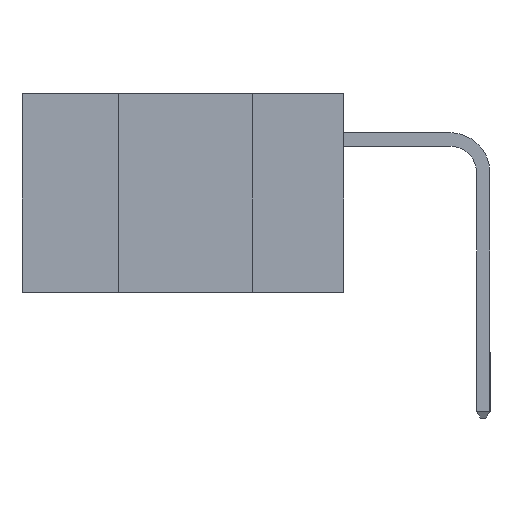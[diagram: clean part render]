
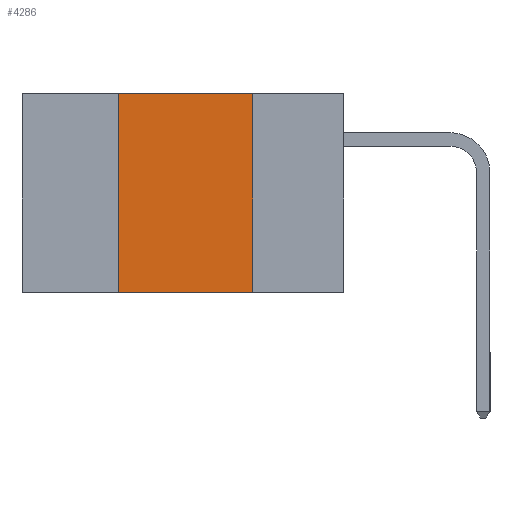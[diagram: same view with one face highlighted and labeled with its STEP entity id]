
A CAD part, left-side view. The second image highlights one B-rep face of the part: STEP entity #4286.
In plain terms, the highlighted planar face has unit normal (-1, 0, 0).
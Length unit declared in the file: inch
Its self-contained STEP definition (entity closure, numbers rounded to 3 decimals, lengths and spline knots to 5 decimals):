
#1535 = CARTESIAN_POINT ( 'NONE',  ( 0., 0.6, -0.37 ) ) ;
#2425 = CARTESIAN_POINT ( 'NONE',  ( 0., 0.6, 0. ) ) ;
#4286 = ADVANCED_FACE ( 'NONE', ( #28581 ), #4320, .F. ) ;
#4320 = PLANE ( 'NONE',  #25964 ) ;
#6047 = ORIENTED_EDGE ( 'NONE', *, *, #13957, .F. ) ;
#7365 = EDGE_CURVE ( 'NONE', #19404, #18110, #17583, .T. ) ;
#9168 = EDGE_LOOP ( 'NONE', ( #24856, #6047, #15928, #16990 ) ) ;
#9924 = VERTEX_POINT ( 'NONE', #25027 ) ;
#10551 = CARTESIAN_POINT ( 'NONE',  ( 0., 0.42, 0. ) ) ;
#13957 = EDGE_CURVE ( 'NONE', #18110, #17644, #28440, .T. ) ;
#14424 = LINE ( 'NONE', #1535, #24914 ) ;
#14769 = DIRECTION ( 'NONE',  ( 0., 0., -1. ) ) ;
#14821 = DIRECTION ( 'NONE',  ( 0., 0., 1. ) ) ;
#15281 = CARTESIAN_POINT ( 'NONE',  ( 0., 0.17, 0. ) ) ;
#15463 = VECTOR ( 'NONE', #14821, 39.37008 ) ;
#15810 = VECTOR ( 'NONE', #27262, 39.37008 ) ;
#15928 = ORIENTED_EDGE ( 'NONE', *, *, #7365, .F. ) ;
#16685 = CARTESIAN_POINT ( 'NONE',  ( 0., 0.42, 0. ) ) ;
#16990 = ORIENTED_EDGE ( 'NONE', *, *, #19130, .T. ) ;
#17166 = DIRECTION ( 'NONE',  ( 0., -1., 0. ) ) ;
#17583 = LINE ( 'NONE', #16685, #15463 ) ;
#17644 = VERTEX_POINT ( 'NONE', #15281 ) ;
#18110 = VERTEX_POINT ( 'NONE', #10551 ) ;
#19130 = EDGE_CURVE ( 'NONE', #19404, #9924, #14424, .T. ) ;
#19404 = VERTEX_POINT ( 'NONE', #20381 ) ;
#20094 = DIRECTION ( 'NONE',  ( 1., 0., 0. ) ) ;
#20381 = CARTESIAN_POINT ( 'NONE',  ( 0., 0.42, -0.37 ) ) ;
#22201 = EDGE_CURVE ( 'NONE', #17644, #9924, #25471, .T. ) ;
#22337 = DIRECTION ( 'NONE',  ( 0., 0., -1. ) ) ;
#23000 = VECTOR ( 'NONE', #14769, 39.37008 ) ;
#24856 = ORIENTED_EDGE ( 'NONE', *, *, #22201, .F. ) ;
#24914 = VECTOR ( 'NONE', #17166, 39.37008 ) ;
#25027 = CARTESIAN_POINT ( 'NONE',  ( 0., 0.17, -0.37 ) ) ;
#25471 = LINE ( 'NONE', #27673, #23000 ) ;
#25964 = AXIS2_PLACEMENT_3D ( 'NONE', #26977, #20094, #22337 ) ;
#26977 = CARTESIAN_POINT ( 'NONE',  ( 0., 0.6, 0. ) ) ;
#27262 = DIRECTION ( 'NONE',  ( 0., -1., 0. ) ) ;
#27673 = CARTESIAN_POINT ( 'NONE',  ( 0., 0.17, 0. ) ) ;
#28440 = LINE ( 'NONE', #2425, #15810 ) ;
#28581 = FACE_OUTER_BOUND ( 'NONE', #9168, .T. ) ;
